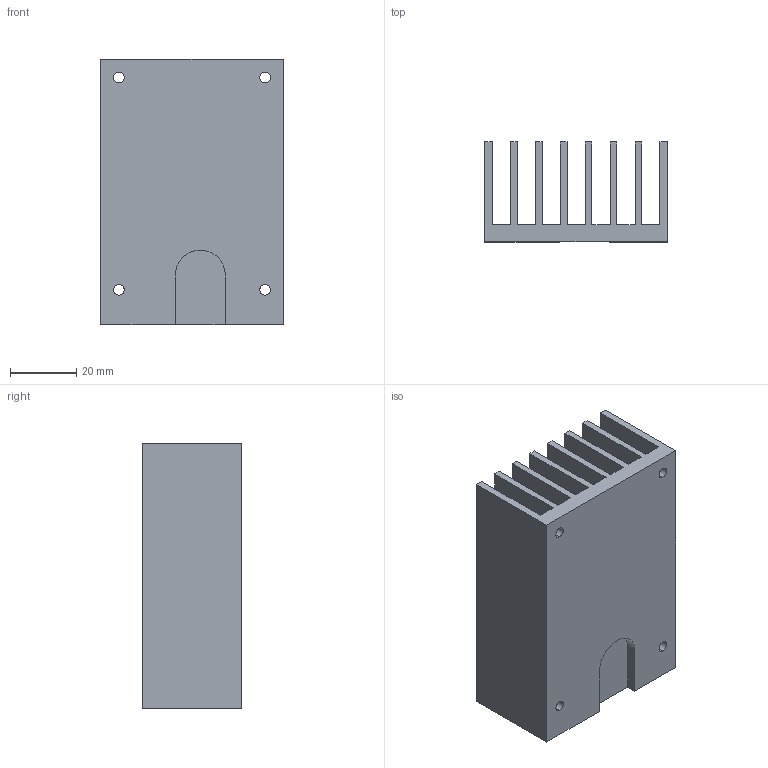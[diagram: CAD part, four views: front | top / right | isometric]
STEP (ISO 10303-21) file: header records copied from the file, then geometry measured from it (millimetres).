
FILE_DESCRIPTION (( 'STEP AP214' ), '1' );
FILE_NAME ('Wyse5070HeatSink-Hole.STEP', '2022-03-02T16:15:06', ( '' ), ( '' ), 'SwSTEP 2.0', 'SolidWorks 2020', '' );
FILE_SCHEMA (( 'AUTOMOTIVE_DESIGN' ));
Length unit declared in the file: millimetre
Products named in the file (1): Wyse5070HeatSink-Hole
Bounding box: 55 x 30 x 80 mm (x, y, z)
Volume: 53899.1 mm3; surface area: 43227.4 mm2
Topology: 1 solids, 1 shells, 46 faces, 132 edges, 88 vertices
Faces by surface type: plane 37, cylinder 9
Entity records: 1544 total; most frequent: CARTESIAN_POINT 267, ORIENTED_EDGE 264, DIRECTION 244, EDGE_CURVE 132, VECTOR 114, LINE 114, VERTEX_POINT 88, AXIS2_PLACEMENT_3D 65
